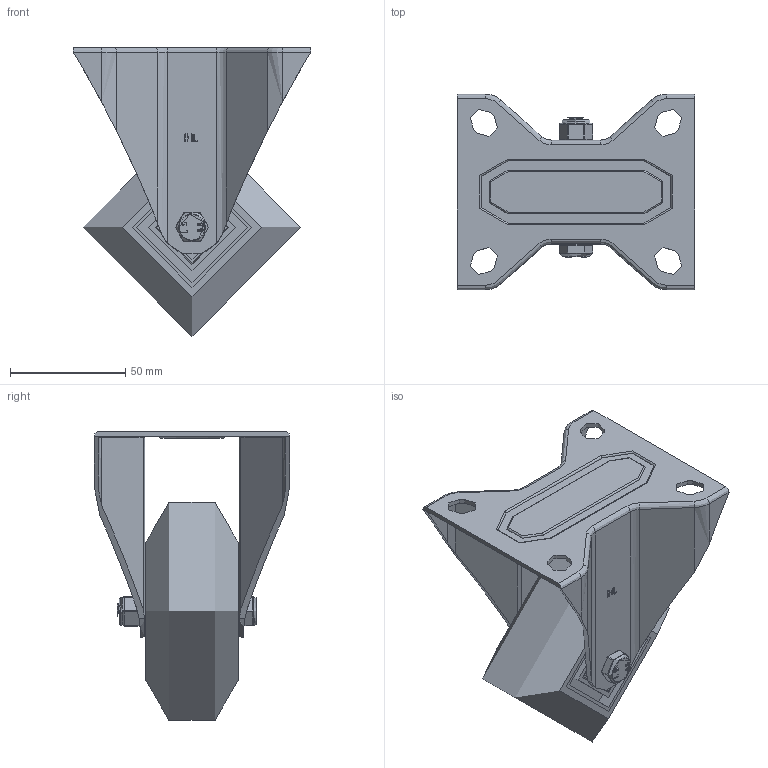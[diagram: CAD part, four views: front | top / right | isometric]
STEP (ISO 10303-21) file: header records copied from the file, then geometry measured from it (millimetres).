
FILE_DESCRIPTION(/* description */ (''),/* implementation_level */ '2;1');
FILE_NAME(/* name */ 'BZMMF100SRERBJ.step',/* time_stamp */ '2024-08-22T11:59:50+01:00',/* author */ (''),/* organization */ (''),/* preprocessor_version */ 'ST-DEVELOPER v20',/* originating_system */ 'Autodesk Translation Framework v13.14.0.145',/* authorisation */ '');
FILE_SCHEMA (('AUTOMOTIVE_DESIGN { 1 0 10303 214 3 1 1 }'));
Length unit declared in the file: millimetre
Products named in the file (27): BZMMF100SRERBJ; BZMMF100AS - 41 v1; ZINC PLATED, PRESSED STEEL BRACKET; BZH100WSRERBJM15 v1; 55 SHORE A ELASTIC RUBBER; ALUMINIUM RIM; ALUMINIUM RIM Geometry; BEARING SPACER; BEARING6002; Pattern; BEARING6002 (1); Pattern (1); Component1; METAL; METAL2; MIDDLE; RUBBER; TUBEM15X40X10 v1; STEEL TUBE; NYLONBUSH v1; NYLONBUSH; HEXBOLTM8X55Z8.8 v2; GRADE 8.8 ZINC PLATED BOLT; NYLOCM8Z v1; NYLOC NUT; NUT; RUBBER (1)
Assembly tree (49 placements, depth 5):
  BZMMF100SRERBJ
    BZMMF100AS - 41 v1
      ZINC PLATED, PRESSED STEEL BRACKET
    BZH100WSRERBJM15 v1
      55 SHORE A ELASTIC RUBBER
      ALUMINIUM RIM
        ALUMINIUM RIM Geometry
        BEARING SPACER
      BEARING6002
        METAL
        METAL2
        Pattern
          Component1  x9
        MIDDLE
        RUBBER  x2
      BEARING6002 (1)
        Pattern (1)
          Component1  x9
        METAL
        METAL2
        MIDDLE
        RUBBER  x2
    TUBEM15X40X10 v1
      STEEL TUBE
    NYLONBUSH v1
      NYLONBUSH
    HEXBOLTM8X55Z8.8 v2
      GRADE 8.8 ZINC PLATED BOLT
    NYLOCM8Z v1
      NYLOC NUT
        NUT
        RUBBER (1)
Bounding box: 103 x 85 x 125.32 mm (x, y, z)
Volume: 285474.2 mm3; surface area: 103727.5 mm2
Topology: 37 solids, 37 shells, 1135 faces, 2848 edges, 1841 vertices
Faces by surface type: bspline 388, plane 375, cylinder 240, sphere 78, torus 33, cone 21
Full cylindrical faces by diameter (mm): 0.664 x2, 6.446 x7, 7.866 x13, 8 x4, 8.25 x2, 8.6 x2, 10 x1, 10.2 x1, 11.5 x1, 12.1 x1, 14.95 x1, 15 x3, 19 x3, 20 x4, 20.5 x4, 21.5 x4, 26 x1, 26.8 x4, 28 x2, 28.2 x8, 32 x4, 37.5 x2, 48 x2, 52 x2
Entity records: 25567 total; most frequent: CARTESIAN_POINT 10786, ORIENTED_EDGE 3014, DIRECTION 2725, EDGE_CURVE 1507, AXIS2_PLACEMENT_3D 1065, VERTEX_POINT 963, EDGE_LOOP 725, FACE_OUTER_BOUND 622
